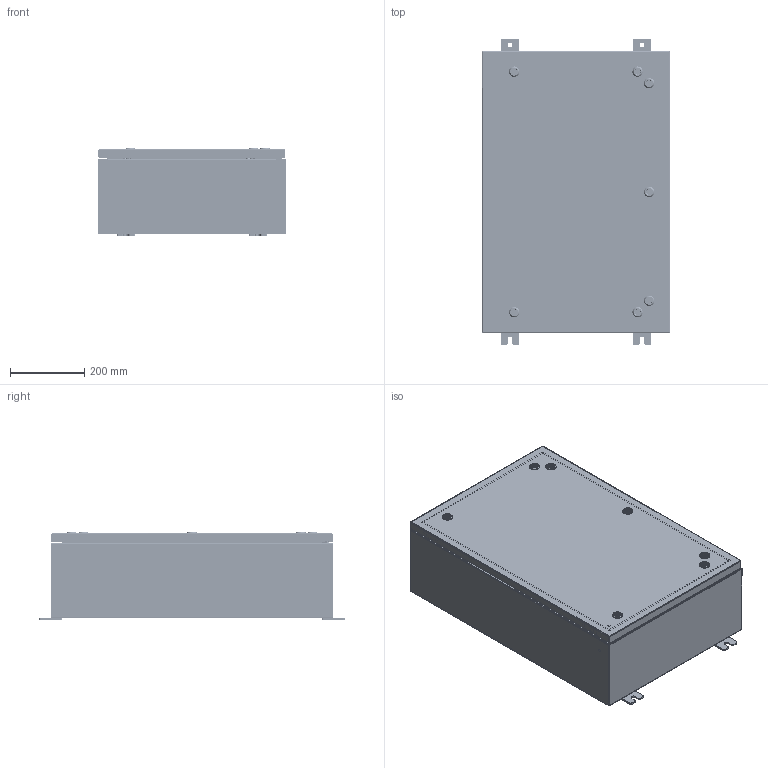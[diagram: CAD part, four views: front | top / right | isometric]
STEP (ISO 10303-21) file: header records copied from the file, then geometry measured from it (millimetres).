
FILE_DESCRIPTION (( 'STEP AP203' ), '1' );
FILE_NAME ('CHDSS6302008WP.STEP', '2014-02-24T14:07:08', ( 'changeme' ), ( 'Microsoft' ), 'SwSTEP 2.0', 'SolidWorks 2013', '' );
FILE_SCHEMA (( 'CONFIG_CONTROL_DESIGN' ));
Length unit declared in the file: inch
Products named in the file (18): Insert-221320-IB-Industrilas_Insert-221320-IB-Industrilas; CHDSS6302008WP Bottom; HW-CLH-E5-8004_Cam-232112-U-Industrilas; CHDSS6302008WP Top; Concealed Hinge (Cover Side); CHDSS6302008WP Backpanel; Concealed Hinge enclosure side; CHDSS6302008WP Mounting Studs; Housing-211301-IB-Industrilas_Housing-211301-IB-Industrilas; CHDSS6302008WP Mounting Feet; Nut-211301-IB-Industrilas_Nut-211301-IB-Industrilas; Quarter-20 CD Stud; HW-CLH-R001-0500_2412-026240-2445-Industrilas; Washer-221320-IB-Industrilas_Washer-221320-IB-Industrilas; CHDSS6302008WP Cover; CHDSS6302008WP; Screw-221320-IB-Industrilas_Screw-221320-IB-Industrilas; CHDSS6302008WP Body
Assembly tree (32 placements, depth 3):
  CHDSS6302008WP
    CHDSS6302008WP Backpanel
    CHDSS6302008WP Mounting Studs  x4
    CHDSS6302008WP Mounting Feet  x4
    Quarter-20 CD Stud  x2
    CHDSS6302008WP Cover
    CHDSS6302008WP Body
    CHDSS6302008WP Bottom
    CHDSS6302008WP Top
    Concealed Hinge (Cover Side)  x2
    Concealed Hinge enclosure side  x2
    HW-CLH-R001-0500_2412-026240-2445-Industrilas  x7
      Housing-211301-IB-Industrilas_Housing-211301-IB-Industrilas
      Nut-211301-IB-Industrilas_Nut-211301-IB-Industrilas
      Washer-221320-IB-Industrilas_Washer-221320-IB-Industrilas
      Screw-221320-IB-Industrilas_Screw-221320-IB-Industrilas
      Insert-221320-IB-Industrilas_Insert-221320-IB-Industrilas
      HW-CLH-E5-8004_Cam-232112-U-Industrilas
Bounding box: 508 x 825.5 x 237.64 mm (x, y, z)
Volume: 3783851.3 mm3; surface area: 3704684.6 mm2
Topology: 61 solids, 61 shells, 6252 faces, 15817 edges, 9701 vertices
Faces by surface type: cylinder 1948, plane 1822, bspline 1471, cone 838, torus 124, sphere 49
Entity records: 63838 total; most frequent: CARTESIAN_POINT 35075, ORIENTED_EDGE 5978, DIRECTION 4943, EDGE_CURVE 2989, AXIS2_PLACEMENT_3D 1831, VERTEX_POINT 1815, LINE 1281, VECTOR 1281
